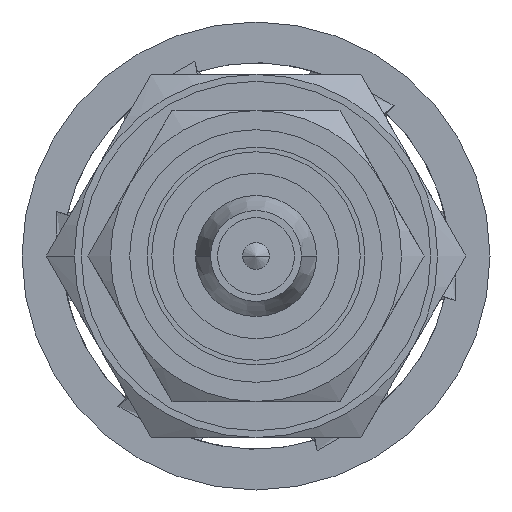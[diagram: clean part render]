
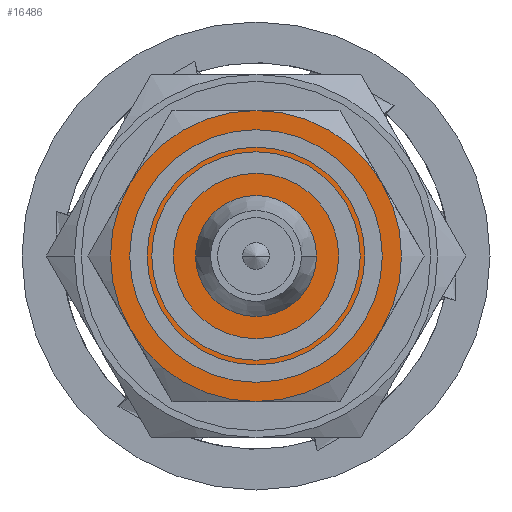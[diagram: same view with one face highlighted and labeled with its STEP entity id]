
A CAD part, left-side view. The second image highlights one B-rep face of the part: STEP entity #16486.
In plain terms, the highlighted planar face has unit normal (-1, 0, 0).
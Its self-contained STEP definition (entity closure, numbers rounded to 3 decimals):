
#16049=CARTESIAN_POINT('',(-1.524,2.75,
1.587));
#16074=CARTESIAN_POINT('',(-1.524,0.,
3.175));
#16099=CARTESIAN_POINT('',(-1.524,-2.75,
1.588));
#16124=CARTESIAN_POINT('',(-1.524,-2.75,
-1.587));
#16149=CARTESIAN_POINT('',(-1.524,0.,
-3.175));
#16174=CARTESIAN_POINT('',(-1.524,2.75,
-1.588));
#16211=CARTESIAN_POINT('',(-1.524,0.,0.));
#16212=DIRECTION('',(-1.,0.,0.));
#16213=DIRECTION('',(0.,1.,0.));
#16214=AXIS2_PLACEMENT_3D('',#16211,#16212,#16213);
#16216=CARTESIAN_POINT('',(-1.524,0.,0.));
#16217=DIRECTION('',(-1.,0.,0.));
#16218=DIRECTION('',(0.,-1.,0.));
#16219=AXIS2_PLACEMENT_3D('',#16216,#16217,#16218);
#16221=CARTESIAN_POINT('',(-1.524,0.,0.));
#16222=DIRECTION('',(1.,0.,0.));
#16223=DIRECTION('',(0.,0.866,0.5));
#16224=AXIS2_PLACEMENT_3D('',#16221,#16222,#16223);
#16226=CARTESIAN_POINT('',(-1.524,0.,0.));
#16227=DIRECTION('',(1.,0.,0.));
#16228=DIRECTION('',(0.,0.,1.));
#16229=AXIS2_PLACEMENT_3D('',#16226,#16227,#16228);
#16231=CARTESIAN_POINT('',(-1.524,0.,0.));
#16232=DIRECTION('',(1.,0.,0.));
#16233=DIRECTION('',(0.,-0.866,-0.5));
#16234=AXIS2_PLACEMENT_3D('',#16231,#16232,#16233);
#16236=CARTESIAN_POINT('',(-1.524,0.,0.));
#16237=DIRECTION('',(1.,0.,0.));
#16238=DIRECTION('',(0.,0.,-1.));
#16239=AXIS2_PLACEMENT_3D('',#16236,#16237,#16238);
#16241=CARTESIAN_POINT('',(-1.524,0.,0.));
#16242=DIRECTION('',(-1.,0.,0.));
#16243=DIRECTION('',(0.,-0.866,-0.5));
#16244=AXIS2_PLACEMENT_3D('',#16241,#16242,#16243);
#16246=CARTESIAN_POINT('',(-1.524,0.,0.));
#16247=DIRECTION('',(-1.,0.,0.));
#16248=DIRECTION('',(0.,0.866,0.5));
#16249=AXIS2_PLACEMENT_3D('',#16246,#16247,#16248);
#16289=CARTESIAN_POINT('',(-1.524,1.219,0.));
#16290=CARTESIAN_POINT('',(-1.524,-1.219,0.));
#16291=VERTEX_POINT('',#16289);
#16292=VERTEX_POINT('',#16290);
#16294=VERTEX_POINT('',#16049);
#16296=VERTEX_POINT('',#16074);
#16298=VERTEX_POINT('',#16099);
#16300=VERTEX_POINT('',#16124);
#16302=VERTEX_POINT('',#16149);
#16304=VERTEX_POINT('',#16174);
#16461=CARTESIAN_POINT('',(-1.524,0.,0.));
#16462=DIRECTION('',(-1.,0.,0.));
#16463=DIRECTION('',(0.,1.,0.));
#16464=AXIS2_PLACEMENT_3D('',#16461,#16462,#16463);
#16465=PLANE('',#16464);
#16467=ORIENTED_EDGE('',*,*,#16466,.F.);
#16469=ORIENTED_EDGE('',*,*,#16468,.T.);
#16471=ORIENTED_EDGE('',*,*,#16470,.T.);
#16473=ORIENTED_EDGE('',*,*,#16472,.F.);
#16475=ORIENTED_EDGE('',*,*,#16474,.T.);
#16477=ORIENTED_EDGE('',*,*,#16476,.T.);
#16478=EDGE_LOOP('',(#16467,#16469,#16471,#16473,#16475,#16477));
#16479=FACE_OUTER_BOUND('',#16478,.F.);
#16481=ORIENTED_EDGE('',*,*,#16480,.T.);
#16483=ORIENTED_EDGE('',*,*,#16482,.T.);
#16484=EDGE_LOOP('',(#16481,#16483));
#16485=FACE_BOUND('',#16484,.F.);
#16215=CIRCLE('',#16214,1.219);
#16220=CIRCLE('',#16219,1.219);
#16225=CIRCLE('',#16224,3.175);
#16230=CIRCLE('',#16229,3.175);
#16235=CIRCLE('',#16234,3.175);
#16240=CIRCLE('',#16239,3.175);
#16245=CIRCLE('',#16244,3.175);
#16250=CIRCLE('',#16249,3.175);
#16466=EDGE_CURVE('',#16294,#16304,#16250,.T.);
#16468=EDGE_CURVE('',#16294,#16296,#16225,.T.);
#16470=EDGE_CURVE('',#16296,#16298,#16230,.T.);
#16472=EDGE_CURVE('',#16300,#16298,#16245,.T.);
#16474=EDGE_CURVE('',#16300,#16302,#16235,.T.);
#16476=EDGE_CURVE('',#16302,#16304,#16240,.T.);
#16480=EDGE_CURVE('',#16291,#16292,#16215,.T.);
#16482=EDGE_CURVE('',#16292,#16291,#16220,.T.);
#16486=ADVANCED_FACE('',(#16479,#16485),#16465,.T.);
